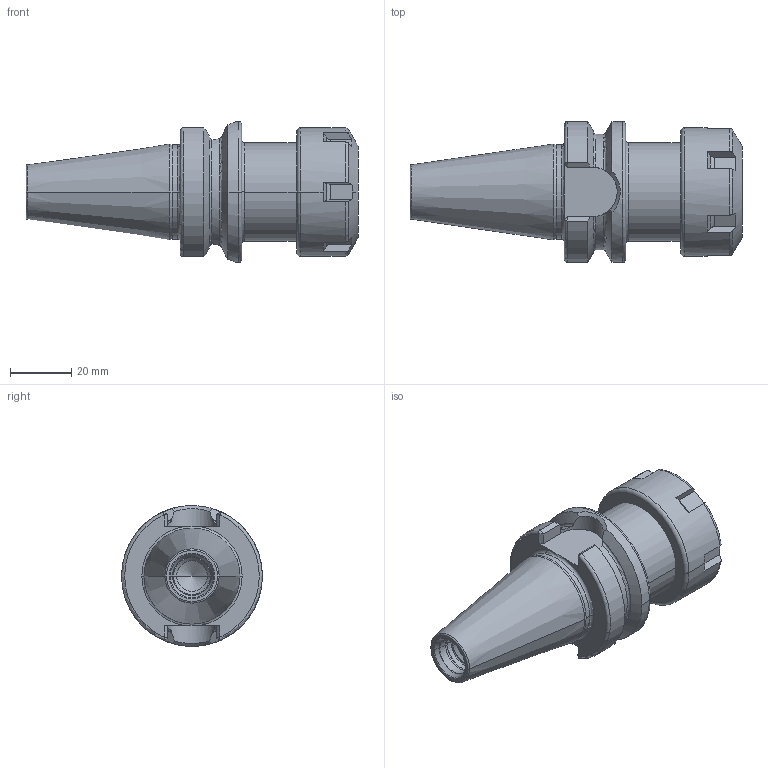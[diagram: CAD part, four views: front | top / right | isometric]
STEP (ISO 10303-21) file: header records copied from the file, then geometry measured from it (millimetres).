
FILE_DESCRIPTION((''),'2;1');
FILE_NAME('30-520-25_ASM','2011-08-22T',('mei'),(''),'PRO/ENGINEER BY PARAMETRIC TECHNOLOGY CORPORATION, 2010430','PRO/ENGINEER BY PARAMETRIC TECHNOLOGY CORPORATION, 2010430','');
FILE_SCHEMA(('CONFIG_CONTROL_DESIGN'));
Length unit declared in the file: millimetre
Products named in the file (3): 30-520-25; 83-912-25; 30-520-25_ASM
Assembly tree (2 placements, depth 2):
  30-520-25_ASM
    30-520-25
    83-912-25
Bounding box: 108.4 x 45.98 x 45.98 mm (x, y, z)
Volume: 85958.8 mm3; surface area: 21262.2 mm2
Topology: 2 solids, 3 shells, 138 faces, 350 edges, 217 vertices
Faces by surface type: plane 46, torus 30, cone 26, cylinder 24, bspline 12
Entity records: 4989 total; most frequent: CARTESIAN_POINT 1749, ORIENTED_EDGE 688, DIRECTION 632, EDGE_CURVE 346, AXIS2_PLACEMENT_3D 263, VERTEX_POINT 217, EDGE_LOOP 143, FACE_OUTER_BOUND 138
